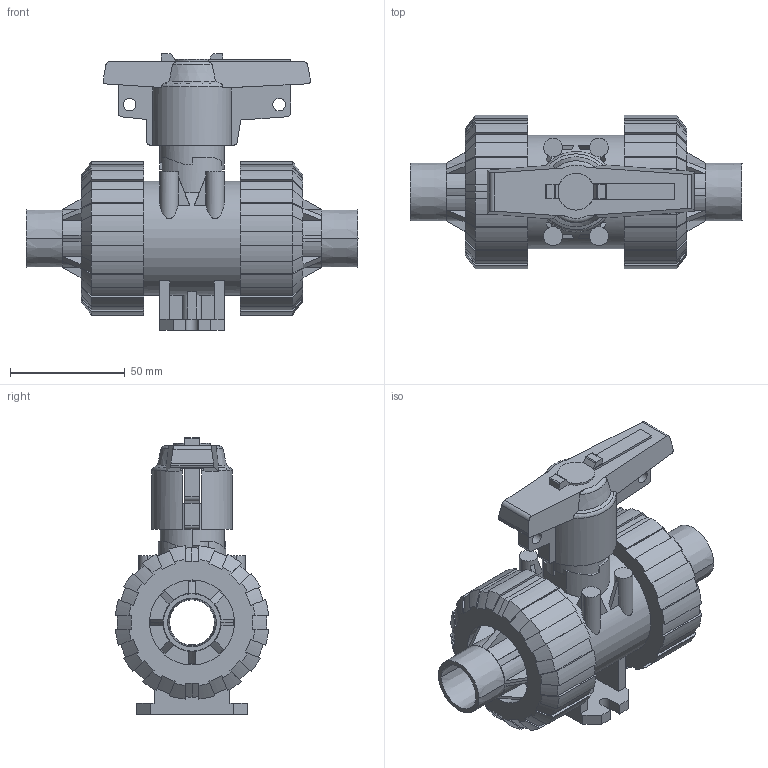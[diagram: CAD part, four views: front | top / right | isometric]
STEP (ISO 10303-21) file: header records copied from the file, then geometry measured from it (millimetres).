
FILE_DESCRIPTION(('STEP AP214'),'1');
FILE_NAME('cctmp_F7F6CD4E-FB41-4BD3-8111-BEA46CCCA39D_2021_10_21_12_51_24_0563..stp','2021-10-21T10:51:24',('Praher Valves GmbH'),('CADClick - www.CADClick.com'),'Spatial InterOp 3D',' ','unknown authorization');
FILE_SCHEMA(('AUTOMOTIVE_DESIGN'));
Length unit declared in the file: millimetre
Products named in the file (7): cc_unnamed; 124107_5; 124107_4; 124107_3; 124107_2; 124107_1; 124107
Assembly tree (6 placements, depth 2):
  cc_unnamed
    124107_5
    124107_4
    124107_3
    124107_2
    124107_1
    124107
Bounding box: 144.5 x 66.73 x 120.43 mm (x, y, z)
Volume: 303428.7 mm3; surface area: 89567.7 mm2
Topology: 6 solids, 6 shells, 526 faces, 1502 edges, 994 vertices
Faces by surface type: plane 252, cylinder 142, cone 124, torus 8
Entity records: 22331 total; most frequent: CARTESIAN_POINT 4326, ORIENTED_EDGE 3004, DIRECTION 2820, EDGE_CURVE 1502, AXIS2_PLACEMENT_3D 1041, VERTEX_POINT 994, LINE 738, VECTOR 738
